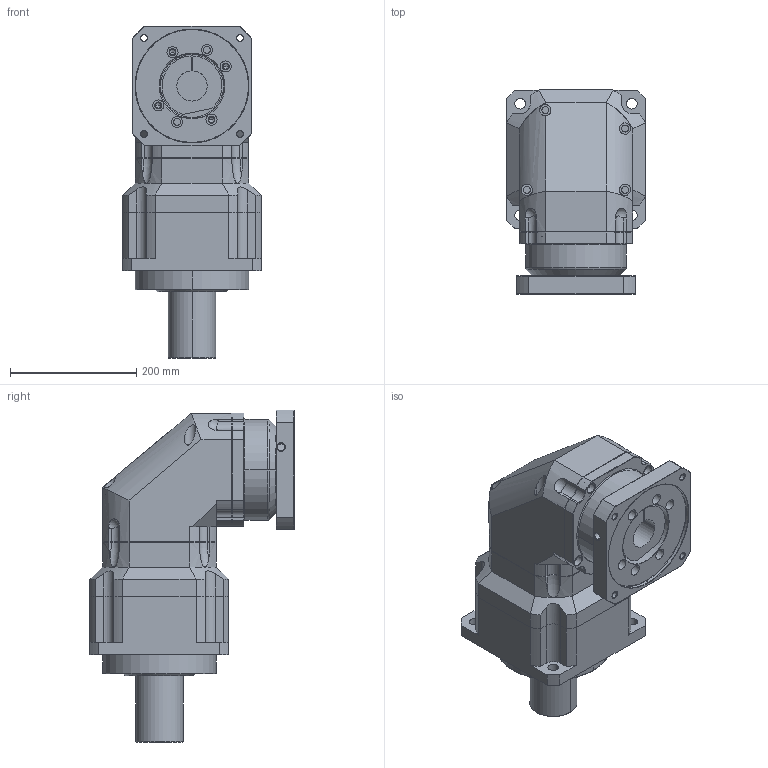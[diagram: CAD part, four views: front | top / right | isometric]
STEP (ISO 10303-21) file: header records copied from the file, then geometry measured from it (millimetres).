
FILE_DESCRIPTION((''),'2;1');
FILE_NAME('ABR2202-P4160301_ASM','2008-03-04T',('d00280'),(''),'PRO/ENGINEER BY PARAMETRIC TECHNOLOGY CORPORATION, 2006170','PRO/ENGINEER BY PARAMETRIC TECHNOLOGY CORPORATION, 2006170','');
FILE_SCHEMA(('CONFIG_CONTROL_DESIGN'));
Length unit declared in the file: millimetre
Products named in the file (6): AB2202; AB2202-1; PD060001; PK960001; P4160301; ABR2202-P4160301_ASM
Assembly tree (5 placements, depth 2):
  ABR2202-P4160301_ASM
    AB2202
    AB2202-1
    PD060001
    PK960001
    P4160301
Bounding box: 220 x 323.5 x 526 mm (x, y, z)
Volume: 13073789 mm3; surface area: 907286.5 mm2
Topology: 6 solids, 24 shells, 753 faces, 1771 edges, 1072 vertices
Faces by surface type: cylinder 291, plane 204, cone 176, torus 74, bspline 4, sphere 4
Entity records: 22488 total; most frequent: CARTESIAN_POINT 4686, DIRECTION 4020, ORIENTED_EDGE 3418, EDGE_CURVE 1747, AXIS2_PLACEMENT_3D 1643, VERTEX_POINT 1072, CIRCLE 875, EDGE_LOOP 873
